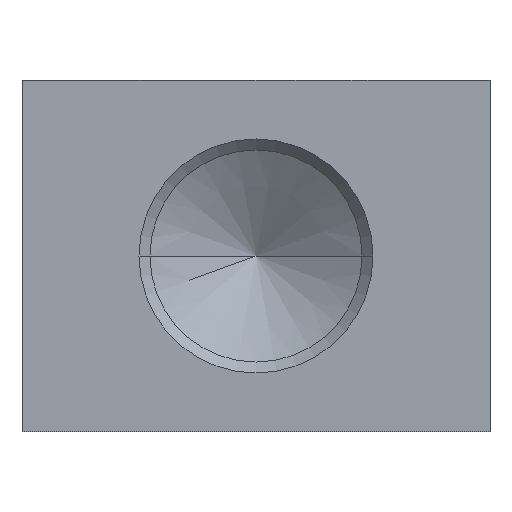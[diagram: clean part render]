
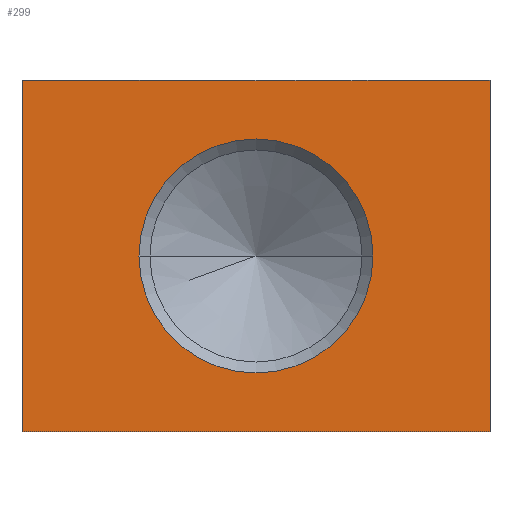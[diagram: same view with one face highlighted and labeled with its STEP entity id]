
A CAD part, left-side view. The second image highlights one B-rep face of the part: STEP entity #299.
In plain terms, the highlighted planar face has unit normal (-1, 0, 0).
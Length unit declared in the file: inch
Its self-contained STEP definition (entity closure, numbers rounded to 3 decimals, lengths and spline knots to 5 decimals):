
#12=DIRECTION('',(0.,-1.,0.));
#13=VECTOR('',#12,1.);
#14=CARTESIAN_POINT('',(0.,0.5,-0.375));
#15=LINE('',#14,#13);
#54=DIRECTION('',(0.,-1.,0.));
#55=VECTOR('',#54,1.);
#56=CARTESIAN_POINT('',(0.,0.5,0.375));
#57=LINE('',#56,#55);
#78=DIRECTION('',(0.,0.,1.));
#79=VECTOR('',#78,0.75);
#80=CARTESIAN_POINT('',(0.,0.5,-0.375));
#81=LINE('',#80,#79);
#82=CARTESIAN_POINT('',(0.,0.,0.));
#83=DIRECTION('',(-1.,0.,0.));
#84=DIRECTION('',(0.,1.,0.));
#85=AXIS2_PLACEMENT_3D('',#82,#83,#84);
#87=CARTESIAN_POINT('',(0.,0.,0.));
#88=DIRECTION('',(-1.,0.,0.));
#89=DIRECTION('',(0.,-1.,0.));
#90=AXIS2_PLACEMENT_3D('',#87,#88,#89);
#108=DIRECTION('',(0.,0.,1.));
#109=VECTOR('',#108,0.75);
#110=CARTESIAN_POINT('',(0.,-0.5,-0.375));
#111=LINE('',#110,#109);
#160=CARTESIAN_POINT('',(0.,0.5,-0.375));
#161=CARTESIAN_POINT('',(0.,-0.5,-0.375));
#162=VERTEX_POINT('',#160);
#163=VERTEX_POINT('',#161);
#176=CARTESIAN_POINT('',(0.,0.5,0.375));
#177=CARTESIAN_POINT('',(0.,-0.5,0.375));
#178=VERTEX_POINT('',#176);
#179=VERTEX_POINT('',#177);
#198=CARTESIAN_POINT('',(0.,0.25,0.));
#199=CARTESIAN_POINT('',(0.,-0.25,0.));
#200=VERTEX_POINT('',#198);
#201=VERTEX_POINT('',#199);
#280=CARTESIAN_POINT('',(0.,0.5,-0.375));
#281=DIRECTION('',(-1.,0.,0.));
#282=DIRECTION('',(0.,-1.,0.));
#283=AXIS2_PLACEMENT_3D('',#280,#281,#282);
#284=PLANE('',#283);
#285=ORIENTED_EDGE('',*,*,#207,.F.);
#287=ORIENTED_EDGE('',*,*,#286,.T.);
#288=ORIENTED_EDGE('',*,*,#261,.T.);
#290=ORIENTED_EDGE('',*,*,#289,.F.);
#291=EDGE_LOOP('',(#285,#287,#288,#290));
#292=FACE_OUTER_BOUND('',#291,.F.);
#294=ORIENTED_EDGE('',*,*,#293,.T.);
#296=ORIENTED_EDGE('',*,*,#295,.T.);
#297=EDGE_LOOP('',(#294,#296));
#298=FACE_BOUND('',#297,.F.);
#299=ADVANCED_FACE('',(#292,#298),#284,.T.);
#86=CIRCLE('',#85,0.25);
#91=CIRCLE('',#90,0.25);
#207=EDGE_CURVE('',#162,#163,#15,.T.);
#261=EDGE_CURVE('',#178,#179,#57,.T.);
#286=EDGE_CURVE('',#162,#178,#81,.T.);
#289=EDGE_CURVE('',#163,#179,#111,.T.);
#293=EDGE_CURVE('',#200,#201,#86,.T.);
#295=EDGE_CURVE('',#201,#200,#91,.T.);
